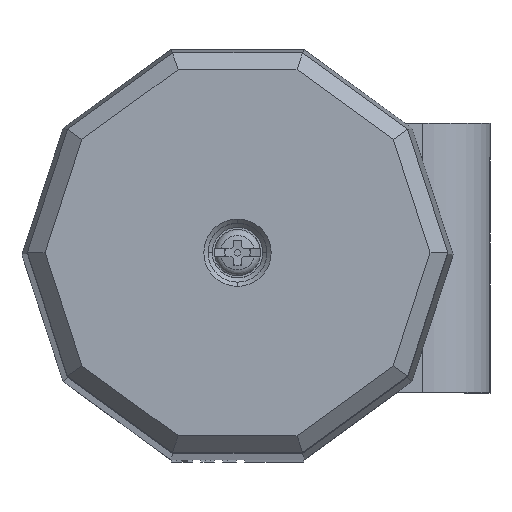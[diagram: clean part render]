
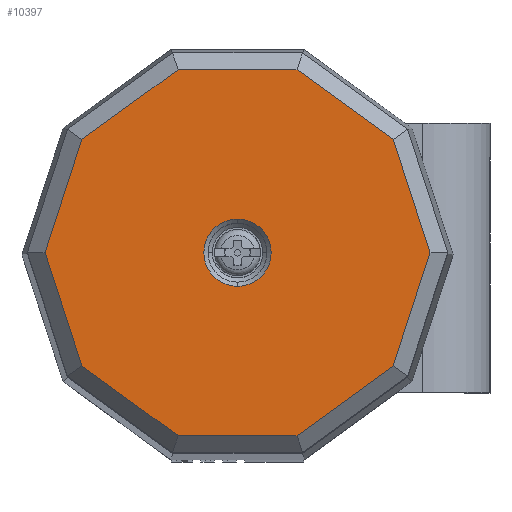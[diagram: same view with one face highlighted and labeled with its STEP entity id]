
A CAD part, top view. The second image highlights one B-rep face of the part: STEP entity #10397.
In plain terms, the highlighted planar face has unit normal (0, 0, 1).
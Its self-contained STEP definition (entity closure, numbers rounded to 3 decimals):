
#9629=CARTESIAN_POINT('',(0.,-4.,365.));
#9630=VERTEX_POINT('',#9629);
#9639=CARTESIAN_POINT('',(0.,4.,365.));
#9640=VERTEX_POINT('',#9639);
#9641=CARTESIAN_POINT('',(0.,0.,365.));
#9642=DIRECTION('',(0.0,0.0,1.0));
#9643=DIRECTION('',(0.0,-1.0,0.0));
#9644=AXIS2_PLACEMENT_3D('',#9641,#9642,#9643);
#9645=CIRCLE('',#9644,4.0);
#9646=EDGE_CURVE('',#9630,#9640,#9645,.T.);
#10135=CARTESIAN_POINT('',(-7.067,-21.75,365.));
#10136=VERTEX_POINT('',#10135);
#10137=CARTESIAN_POINT('',(-18.502,-13.442,365.));
#10138=VERTEX_POINT('',#10137);
#10139=CARTESIAN_POINT('',(-7.067,-21.75,365.));
#10140=DIRECTION('',(-0.809,0.588,0.0));
#10141=VECTOR('',#10140,14.134);
#10142=LINE('',#10139,#10141);
#10143=EDGE_CURVE('',#10136,#10138,#10142,.T.);
#10166=CARTESIAN_POINT('',(-22.869,0.,365.));
#10167=VERTEX_POINT('',#10166);
#10168=CARTESIAN_POINT('',(-18.502,-13.442,365.));
#10169=DIRECTION('',(-0.309,0.951,0.0));
#10170=VECTOR('',#10169,14.134);
#10171=LINE('',#10168,#10170);
#10172=EDGE_CURVE('',#10138,#10167,#10171,.T.);
#10190=CARTESIAN_POINT('',(-18.502,13.442,365.));
#10191=VERTEX_POINT('',#10190);
#10192=CARTESIAN_POINT('',(-22.869,0.,365.));
#10193=DIRECTION('',(0.309,0.951,0.0));
#10194=VECTOR('',#10193,14.134);
#10195=LINE('',#10192,#10194);
#10196=EDGE_CURVE('',#10167,#10191,#10195,.T.);
#10214=CARTESIAN_POINT('',(-7.067,21.75,365.));
#10215=VERTEX_POINT('',#10214);
#10216=CARTESIAN_POINT('',(-18.502,13.442,365.));
#10217=DIRECTION('',(0.809,0.588,0.0));
#10218=VECTOR('',#10217,14.134);
#10219=LINE('',#10216,#10218);
#10220=EDGE_CURVE('',#10191,#10215,#10219,.T.);
#10238=CARTESIAN_POINT('',(7.067,21.75,365.));
#10239=VERTEX_POINT('',#10238);
#10240=CARTESIAN_POINT('',(-7.067,21.75,365.));
#10241=DIRECTION('',(1.0,0.0,0.0));
#10242=VECTOR('',#10241,14.134);
#10243=LINE('',#10240,#10242);
#10244=EDGE_CURVE('',#10215,#10239,#10243,.T.);
#10262=CARTESIAN_POINT('',(18.502,13.442,365.));
#10263=VERTEX_POINT('',#10262);
#10264=CARTESIAN_POINT('',(7.067,21.75,365.));
#10265=DIRECTION('',(0.809,-0.588,0.0));
#10266=VECTOR('',#10265,14.134);
#10267=LINE('',#10264,#10266);
#10268=EDGE_CURVE('',#10239,#10263,#10267,.T.);
#10286=CARTESIAN_POINT('',(22.869,0.,365.));
#10287=VERTEX_POINT('',#10286);
#10288=CARTESIAN_POINT('',(18.502,13.442,365.));
#10289=DIRECTION('',(0.309,-0.951,0.0));
#10290=VECTOR('',#10289,14.134);
#10291=LINE('',#10288,#10290);
#10292=EDGE_CURVE('',#10263,#10287,#10291,.T.);
#10310=CARTESIAN_POINT('',(18.502,-13.442,365.));
#10311=VERTEX_POINT('',#10310);
#10312=CARTESIAN_POINT('',(22.869,0.,365.));
#10313=DIRECTION('',(-0.309,-0.951,0.0));
#10314=VECTOR('',#10313,14.134);
#10315=LINE('',#10312,#10314);
#10316=EDGE_CURVE('',#10287,#10311,#10315,.T.);
#10334=CARTESIAN_POINT('',(7.067,-21.75,365.));
#10335=VERTEX_POINT('',#10334);
#10336=CARTESIAN_POINT('',(18.502,-13.442,365.));
#10337=DIRECTION('',(-0.809,-0.588,0.0));
#10338=VECTOR('',#10337,14.134);
#10339=LINE('',#10336,#10338);
#10340=EDGE_CURVE('',#10311,#10335,#10339,.T.);
#10358=CARTESIAN_POINT('',(7.067,-21.75,365.));
#10359=DIRECTION('',(-1.0,0.0,0.0));
#10360=VECTOR('',#10359,14.134);
#10361=LINE('',#10358,#10360);
#10362=EDGE_CURVE('',#10335,#10136,#10361,.T.);
#10370=CARTESIAN_POINT('',(-25.156,-23.925,365.));
#10371=DIRECTION('',(0.0,0.0,1.0));
#10372=DIRECTION('',(1.0,0.0,0.0));
#10373=AXIS2_PLACEMENT_3D('',#10370,#10371,#10372);
#10374=PLANE('',#10373);
#10375=ORIENTED_EDGE('',*,*,#10143,.F.);
#10376=ORIENTED_EDGE('',*,*,#10362,.F.);
#10377=ORIENTED_EDGE('',*,*,#10340,.F.);
#10378=ORIENTED_EDGE('',*,*,#10316,.F.);
#10379=ORIENTED_EDGE('',*,*,#10292,.F.);
#10380=ORIENTED_EDGE('',*,*,#10268,.F.);
#10381=ORIENTED_EDGE('',*,*,#10244,.F.);
#10382=ORIENTED_EDGE('',*,*,#10220,.F.);
#10383=ORIENTED_EDGE('',*,*,#10196,.F.);
#10384=ORIENTED_EDGE('',*,*,#10172,.F.);
#10385=EDGE_LOOP('',(#10375,#10376,#10377,#10378,#10379,#10380,#10381,#10382,#10383,#10384));
#10386=FACE_OUTER_BOUND('',#10385,.T.);
#10387=CARTESIAN_POINT('',(0.,0.,365.));
#10388=DIRECTION('',(0.0,0.0,1.0));
#10389=DIRECTION('',(0.0,-1.0,0.0));
#10390=AXIS2_PLACEMENT_3D('',#10387,#10388,#10389);
#10391=CIRCLE('',#10390,4.0);
#10392=EDGE_CURVE('',#9640,#9630,#10391,.T.);
#10393=ORIENTED_EDGE('',*,*,#10392,.F.);
#10394=ORIENTED_EDGE('',*,*,#9646,.F.);
#10395=EDGE_LOOP('',(#10393,#10394));
#10396=FACE_BOUND('',#10395,.T.);
#10397=ADVANCED_FACE('',(#10386,#10396),#10374,.T.);
